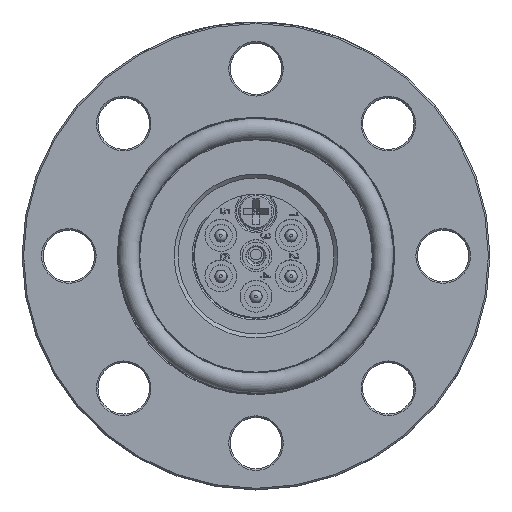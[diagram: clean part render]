
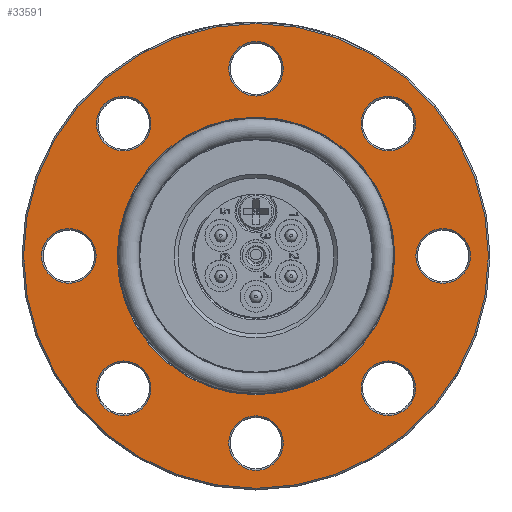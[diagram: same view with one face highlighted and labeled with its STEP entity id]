
A CAD part, top view. The second image highlights one B-rep face of the part: STEP entity #33591.
In plain terms, the highlighted planar face has unit normal (0, 0, 1).
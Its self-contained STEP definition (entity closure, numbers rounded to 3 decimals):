
#716 = EDGE_CURVE ( 'NONE', #17591, #17591, #33546, .T. ) ;
#953 = DIRECTION ( 'NONE',  ( 0., 0., 1. ) ) ;
#1252 = AXIS2_PLACEMENT_3D ( 'NONE', #44806, #36470, #33341 ) ;
#2045 = ORIENTED_EDGE ( 'NONE', *, *, #45082, .T. ) ;
#3467 = CARTESIAN_POINT ( 'NONE',  ( 29.8, 0., 0. ) ) ;
#4348 = EDGE_LOOP ( 'NONE', ( #42585 ) ) ;
#4597 = FACE_OUTER_BOUND ( 'NONE', #14157, .T. ) ;
#4859 = FACE_BOUND ( 'NONE', #36914, .T. ) ;
#5170 = EDGE_LOOP ( 'NONE', ( #41971 ) ) ;
#5737 = VERTEX_POINT ( 'NONE', #40893 ) ;
#6238 = CIRCLE ( 'NONE', #41174, 3.5 ) ;
#6427 = EDGE_CURVE ( 'NONE', #51392, #51392, #51223, .T. ) ;
#6472 = DIRECTION ( 'NONE',  ( 0., 0., -1. ) ) ;
#6679 = CARTESIAN_POINT ( 'NONE',  ( 16.971, -16.971, 0. ) ) ;
#7487 = AXIS2_PLACEMENT_3D ( 'NONE', #22567, #30385, #37414 ) ;
#7637 = EDGE_LOOP ( 'NONE', ( #37859 ) ) ;
#7739 = CARTESIAN_POINT ( 'NONE',  ( 0., 0., 0. ) ) ;
#7842 = VERTEX_POINT ( 'NONE', #23735 ) ;
#8518 = FACE_BOUND ( 'NONE', #5170, .T. ) ;
#8582 = EDGE_CURVE ( 'NONE', #42550, #42550, #6238, .T. ) ;
#8955 = CARTESIAN_POINT ( 'NONE',  ( 20.471, -16.971, 0. ) ) ;
#9314 = ORIENTED_EDGE ( 'NONE', *, *, #6427, .T. ) ;
#9357 = AXIS2_PLACEMENT_3D ( 'NONE', #6679, #14776, #22568 ) ;
#9461 = CARTESIAN_POINT ( 'NONE',  ( 17.8, 0., 0. ) ) ;
#9549 = DIRECTION ( 'NONE',  ( 1., 0., 0. ) ) ;
#9996 = CARTESIAN_POINT ( 'NONE',  ( 16.971, 16.971, 0. ) ) ;
#10488 = CARTESIAN_POINT ( 'NONE',  ( 20.471, 16.971, 0. ) ) ;
#11405 = CARTESIAN_POINT ( 'NONE',  ( 0., 24., 0. ) ) ;
#12356 = CARTESIAN_POINT ( 'NONE',  ( -13.471, 16.971, 0. ) ) ;
#12446 = FACE_BOUND ( 'NONE', #25381, .T. ) ;
#12970 = EDGE_LOOP ( 'NONE', ( #47617 ) ) ;
#14157 = EDGE_LOOP ( 'NONE', ( #9314 ) ) ;
#14471 = DIRECTION ( 'NONE',  ( 0., 0., -1. ) ) ;
#14776 = DIRECTION ( 'NONE',  ( 0., 0., -1. ) ) ;
#14910 = VERTEX_POINT ( 'NONE', #38819 ) ;
#15005 = CIRCLE ( 'NONE', #7487, 3.5 ) ;
#16341 = FACE_BOUND ( 'NONE', #50917, .T. ) ;
#16467 = AXIS2_PLACEMENT_3D ( 'NONE', #38508, #29960, #49993 ) ;
#16830 = ORIENTED_EDGE ( 'NONE', *, *, #26538, .T. ) ;
#17591 = VERTEX_POINT ( 'NONE', #29570 ) ;
#19919 = EDGE_CURVE ( 'NONE', #32126, #32126, #47588, .T. ) ;
#20341 = AXIS2_PLACEMENT_3D ( 'NONE', #40444, #48531, #27983 ) ;
#20749 = EDGE_CURVE ( 'NONE', #48006, #48006, #51252, .T. ) ;
#20754 = FACE_BOUND ( 'NONE', #12970, .T. ) ;
#21184 = DIRECTION ( 'NONE',  ( 1., 0., 0. ) ) ;
#22567 = CARTESIAN_POINT ( 'NONE',  ( 24., 0., 0. ) ) ;
#22568 = DIRECTION ( 'NONE',  ( 1., 0., 0. ) ) ;
#22710 = AXIS2_PLACEMENT_3D ( 'NONE', #33212, #14471, #41791 ) ;
#23628 = DIRECTION ( 'NONE',  ( 0., 0., -1. ) ) ;
#23735 = CARTESIAN_POINT ( 'NONE',  ( -20.5, 0., 0. ) ) ;
#24021 = EDGE_LOOP ( 'NONE', ( #46542 ) ) ;
#24223 = EDGE_CURVE ( 'NONE', #45640, #45640, #42111, .T. ) ;
#25381 = EDGE_LOOP ( 'NONE', ( #2045 ) ) ;
#26276 = CIRCLE ( 'NONE', #27950, 3.5 ) ;
#26538 = EDGE_CURVE ( 'NONE', #30023, #30023, #27996, .T. ) ;
#27950 = AXIS2_PLACEMENT_3D ( 'NONE', #11405, #6472, #42900 ) ;
#27983 = DIRECTION ( 'NONE',  ( 1., 0., 0. ) ) ;
#27996 = CIRCLE ( 'NONE', #41288, 17.8 ) ;
#28318 = FACE_BOUND ( 'NONE', #7637, .T. ) ;
#28995 = EDGE_LOOP ( 'NONE', ( #40132 ) ) ;
#29570 = CARTESIAN_POINT ( 'NONE',  ( 3.5, -24., 0. ) ) ;
#29960 = DIRECTION ( 'NONE',  ( 0., 0., -1. ) ) ;
#30023 = VERTEX_POINT ( 'NONE', #9461 ) ;
#30385 = DIRECTION ( 'NONE',  ( 0., 0., -1. ) ) ;
#31703 = PLANE ( 'NONE',  #43542 ) ;
#32126 = VERTEX_POINT ( 'NONE', #8955 ) ;
#32222 = FACE_BOUND ( 'NONE', #28995, .T. ) ;
#33212 = CARTESIAN_POINT ( 'NONE',  ( 0., -24., 0. ) ) ;
#33341 = DIRECTION ( 'NONE',  ( 1., 0., 0. ) ) ;
#33546 = CIRCLE ( 'NONE', #22710, 3.5 ) ;
#33591 = ADVANCED_FACE ( 'NONE', ( #16341, #32222, #12446, #4859, #28318, #20754, #44192, #8518, #40256, #4597 ), #31703, .T. ) ;
#35603 = CARTESIAN_POINT ( 'NONE',  ( 0., 0., 0. ) ) ;
#36470 = DIRECTION ( 'NONE',  ( 0., 0., -1. ) ) ;
#36789 = DIRECTION ( 'NONE',  ( 1., 0., 0. ) ) ;
#36914 = EDGE_LOOP ( 'NONE', ( #45606 ) ) ;
#37312 = DIRECTION ( 'NONE',  ( 0., 0., -1. ) ) ;
#37414 = DIRECTION ( 'NONE',  ( 1., 0., 0. ) ) ;
#37609 = EDGE_CURVE ( 'NONE', #14910, #14910, #26276, .T. ) ;
#37859 = ORIENTED_EDGE ( 'NONE', *, *, #716, .T. ) ;
#38508 = CARTESIAN_POINT ( 'NONE',  ( -24., 0., 0. ) ) ;
#38627 = CARTESIAN_POINT ( 'NONE',  ( -13.471, -16.971, 0. ) ) ;
#38740 = AXIS2_PLACEMENT_3D ( 'NONE', #9996, #37312, #21184 ) ;
#38819 = CARTESIAN_POINT ( 'NONE',  ( 3.5, 24., 0. ) ) ;
#38866 = CIRCLE ( 'NONE', #16467, 3.5 ) ;
#39750 = DIRECTION ( 'NONE',  ( 1., 0., 0. ) ) ;
#40132 = ORIENTED_EDGE ( 'NONE', *, *, #20749, .T. ) ;
#40256 = FACE_BOUND ( 'NONE', #24021, .T. ) ;
#40444 = CARTESIAN_POINT ( 'NONE',  ( 0., 0., 0. ) ) ;
#40697 = DIRECTION ( 'NONE',  ( 0., 0., -1. ) ) ;
#40893 = CARTESIAN_POINT ( 'NONE',  ( 27.5, 0., 0. ) ) ;
#41174 = AXIS2_PLACEMENT_3D ( 'NONE', #48522, #40697, #36789 ) ;
#41288 = AXIS2_PLACEMENT_3D ( 'NONE', #7739, #23628, #39750 ) ;
#41791 = DIRECTION ( 'NONE',  ( 1., 0., 0. ) ) ;
#41971 = ORIENTED_EDGE ( 'NONE', *, *, #24223, .T. ) ;
#42111 = CIRCLE ( 'NONE', #38740, 3.5 ) ;
#42550 = VERTEX_POINT ( 'NONE', #38627 ) ;
#42585 = ORIENTED_EDGE ( 'NONE', *, *, #50475, .T. ) ;
#42900 = DIRECTION ( 'NONE',  ( 1., 0., 0. ) ) ;
#43542 = AXIS2_PLACEMENT_3D ( 'NONE', #35603, #953, #9549 ) ;
#44192 = FACE_BOUND ( 'NONE', #4348, .T. ) ;
#44806 = CARTESIAN_POINT ( 'NONE',  ( -16.971, 16.971, 0. ) ) ;
#45082 = EDGE_CURVE ( 'NONE', #7842, #7842, #38866, .T. ) ;
#45606 = ORIENTED_EDGE ( 'NONE', *, *, #8582, .T. ) ;
#45640 = VERTEX_POINT ( 'NONE', #10488 ) ;
#46542 = ORIENTED_EDGE ( 'NONE', *, *, #37609, .T. ) ;
#47588 = CIRCLE ( 'NONE', #9357, 3.5 ) ;
#47617 = ORIENTED_EDGE ( 'NONE', *, *, #19919, .T. ) ;
#48006 = VERTEX_POINT ( 'NONE', #12356 ) ;
#48522 = CARTESIAN_POINT ( 'NONE',  ( -16.971, -16.971, 0. ) ) ;
#48531 = DIRECTION ( 'NONE',  ( 0., 0., 1. ) ) ;
#49993 = DIRECTION ( 'NONE',  ( 1., 0., 0. ) ) ;
#50475 = EDGE_CURVE ( 'NONE', #5737, #5737, #15005, .T. ) ;
#50917 = EDGE_LOOP ( 'NONE', ( #16830 ) ) ;
#51223 = CIRCLE ( 'NONE', #20341, 29.8 ) ;
#51252 = CIRCLE ( 'NONE', #1252, 3.5 ) ;
#51392 = VERTEX_POINT ( 'NONE', #3467 ) ;
